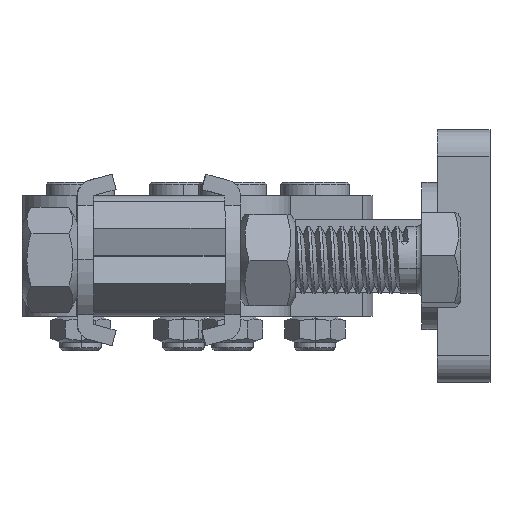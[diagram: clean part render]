
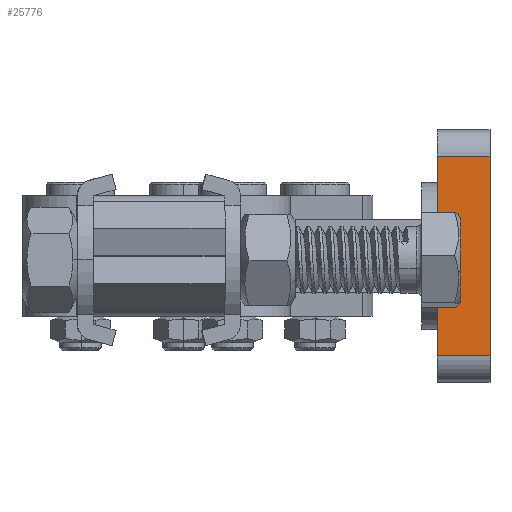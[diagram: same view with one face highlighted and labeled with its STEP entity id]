
A CAD part, left-side view. The second image highlights one B-rep face of the part: STEP entity #25776.
In plain terms, the highlighted planar face has unit normal (-1, 0, 0).
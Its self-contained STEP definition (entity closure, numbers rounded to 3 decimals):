
#115 = DIRECTION ( 'NONE',  ( 0., 1., 0. ) ) ;
#1077 = CARTESIAN_POINT ( 'NONE',  ( 0., 0., 48. ) ) ;
#1264 = DIRECTION ( 'NONE',  ( 0., 0., -1. ) ) ;
#2792 = ORIENTED_EDGE ( 'NONE', *, *, #48774, .F. ) ;
#3530 = EDGE_CURVE ( 'NONE', #44176, #33585, #49058, .T. ) ;
#4894 = LINE ( 'NONE', #30470, #29278 ) ;
#8509 = CARTESIAN_POINT ( 'NONE',  ( 0., 0., 48. ) ) ;
#9446 = CARTESIAN_POINT ( 'NONE',  ( 0., 10., 48. ) ) ;
#11047 = CARTESIAN_POINT ( 'NONE',  ( 0., 10., 5. ) ) ;
#11187 = ORIENTED_EDGE ( 'NONE', *, *, #3530, .T. ) ;
#12870 = DIRECTION ( 'NONE',  ( 0., 0., -1. ) ) ;
#14441 = VECTOR ( 'NONE', #43732, 1000. ) ;
#25776 = ADVANCED_FACE ( 'NONE', ( #43614 ), #31235, .F. ) ;
#27230 = DIRECTION ( 'NONE',  ( 1., 0., 0. ) ) ;
#29278 = VECTOR ( 'NONE', #115, 1000. ) ;
#29549 = CARTESIAN_POINT ( 'NONE',  ( 0., 0., 43. ) ) ;
#30470 = CARTESIAN_POINT ( 'NONE',  ( 0., 0., 43. ) ) ;
#31235 = PLANE ( 'NONE',  #38671 ) ;
#31870 = DIRECTION ( 'NONE',  ( 0., -1., 0. ) ) ;
#33537 = VECTOR ( 'NONE', #31870, 1000. ) ;
#33585 = VERTEX_POINT ( 'NONE', #11047 ) ;
#35756 = VERTEX_POINT ( 'NONE', #47730 ) ;
#36202 = CARTESIAN_POINT ( 'NONE',  ( 0., 0., 5. ) ) ;
#38671 = AXIS2_PLACEMENT_3D ( 'NONE', #1077, #27230, #1264 ) ;
#39412 = LINE ( 'NONE', #8509, #49631 ) ;
#42211 = ORIENTED_EDGE ( 'NONE', *, *, #55370, .T. ) ;
#42874 = ORIENTED_EDGE ( 'NONE', *, *, #53735, .T. ) ;
#43614 = FACE_OUTER_BOUND ( 'NONE', #51426, .T. ) ;
#43732 = DIRECTION ( 'NONE',  ( 0., 0., -1. ) ) ;
#44176 = VERTEX_POINT ( 'NONE', #48403 ) ;
#45084 = LINE ( 'NONE', #36202, #33537 ) ;
#47730 = CARTESIAN_POINT ( 'NONE',  ( 0., 0., 5. ) ) ;
#48403 = CARTESIAN_POINT ( 'NONE',  ( 0., 10., 43. ) ) ;
#48774 = EDGE_CURVE ( 'NONE', #53927, #35756, #39412, .T. ) ;
#49058 = LINE ( 'NONE', #9446, #14441 ) ;
#49631 = VECTOR ( 'NONE', #12870, 1000. ) ;
#51426 = EDGE_LOOP ( 'NONE', ( #11187, #42874, #2792, #42211 ) ) ;
#53735 = EDGE_CURVE ( 'NONE', #33585, #35756, #45084, .T. ) ;
#53927 = VERTEX_POINT ( 'NONE', #29549 ) ;
#55370 = EDGE_CURVE ( 'NONE', #53927, #44176, #4894, .T. ) ;
